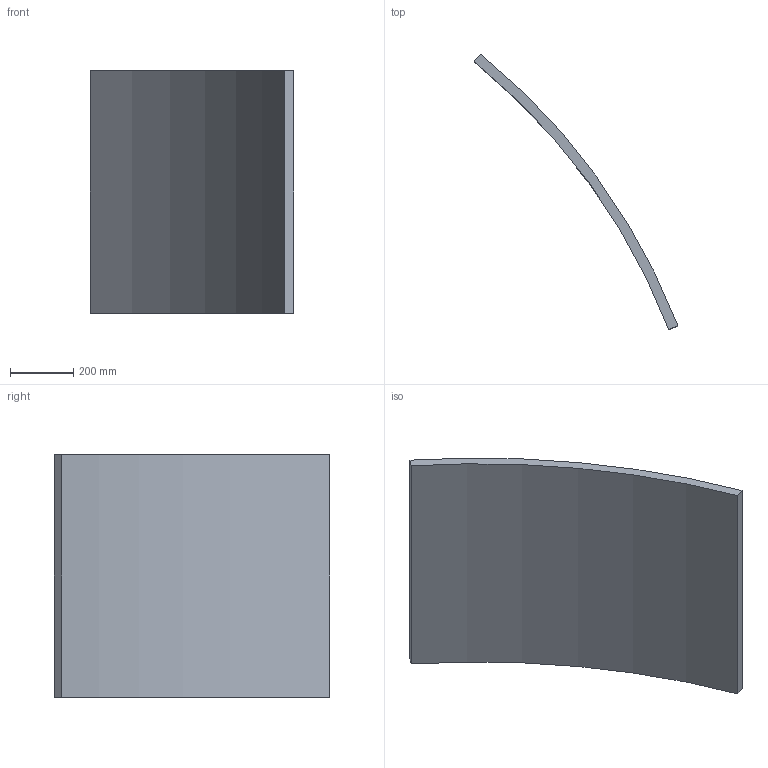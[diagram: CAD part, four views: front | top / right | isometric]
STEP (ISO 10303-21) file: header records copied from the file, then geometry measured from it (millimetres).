
FILE_DESCRIPTION(('FreeCAD Model'),'2;1');
FILE_NAME('Open CASCADE Shape Model','2023-10-26T14:42:09',(''),(''), 'Open CASCADE STEP processor 7.6','FreeCAD','Unknown');
FILE_SCHEMA(('AUTOMOTIVE_DESIGN { 1 0 10303 214 1 1 1 1 }'));
Length unit declared in the file: millimetre
Products named in the file (2): DCS04; GDMLTube_TGeoTubeSeg0x6
Assembly tree (1 placements, depth 2):
  DCS04
    GDMLTube_TGeoTubeSeg0x6
Bounding box: 646.44 x 873.88 x 770 mm (x, y, z)
Volume: 25757275.9 mm3; surface area: 1763492.7 mm2
Topology: 1 solids, 1 shells, 6 faces, 12 edges, 8 vertices
Faces by surface type: plane 4, cylinder 2
Entity records: 344 total; most frequent: DIRECTION 56, CARTESIAN_POINT 52, LINE 28, VECTOR 28, ORIENTED_EDGE 24, PCURVE 24, DEFINITIONAL_REPRESENTATION 24, AXIS2_PLACEMENT_3D 12
